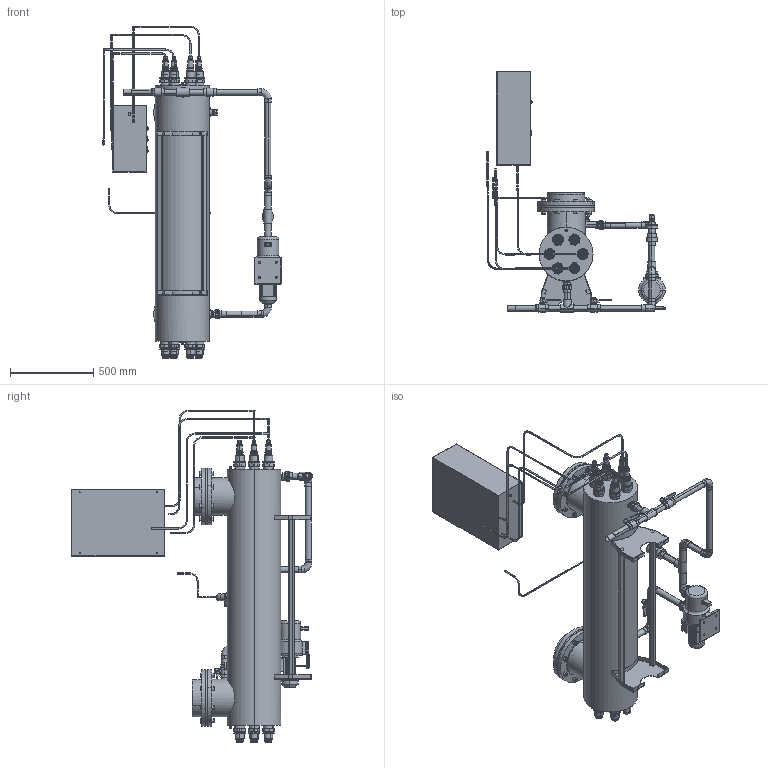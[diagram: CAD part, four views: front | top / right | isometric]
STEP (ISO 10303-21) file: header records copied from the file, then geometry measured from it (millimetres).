
FILE_DESCRIPTION (( 'STEP AP203' ), '1' );
FILE_NAME ('ﾓﾔﾓ-500ﾁﾏ.STEP', '2024-04-22T06:56:42', ( '' ), ( '' ), 'SwSTEP 2.0', 'SolidWorks 2022', '' );
FILE_SCHEMA (( 'CONFIG_CONTROL_DESIGN' ));
Products named in the file (1): УФУ-500БП
Bounding box: 1071.19 x 1445.02 x 1992.03 mm (x, y, z)
Volume: 156944317.9 mm3; surface area: 7648677.2 mm2
Topology: 122 solids, 126 shells, 3257 faces, 7395 edges, 4624 vertices
Faces by surface type: plane 1319, cylinder 1255, cone 433, torus 190, sphere 40, bspline 20
Entity records: 98115 total; most frequent: CARTESIAN_POINT 23510, DIRECTION 16335, ORIENTED_EDGE 14720, EDGE_CURVE 7360, AXIS2_PLACEMENT_3D 6512, VERTEX_POINT 4616, EDGE_LOOP 3814, LINE 3311
